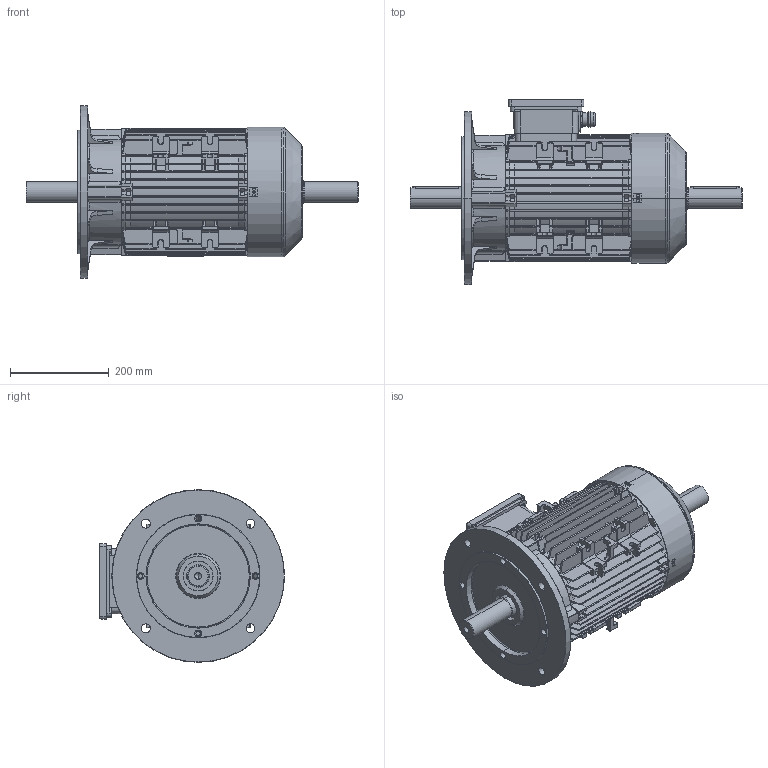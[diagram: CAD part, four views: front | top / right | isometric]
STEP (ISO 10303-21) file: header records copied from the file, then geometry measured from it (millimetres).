
FILE_DESCRIPTION (( 'STEP AP214' ), '1' );
FILE_NAME ('FCA 160MT-B5-IC411-2-4-6-8 POLES-DOUBLE SHAFT.STEP', '2024-10-10T12:32:07', ( '' ), ( '' ), 'SwSTEP 2.0', 'SolidWorks 2024', '' );
FILE_SCHEMA (( 'AUTOMOTIVE_DESIGN' ));
Length unit declared in the file: millimetre
Products named in the file (17): Carcassa 132SM-160T-B3-B5; Guarnizione scatola-coperchio 132; Flangia FC160T; Radial Ball Bearing_68_SKF_SKF - 6308 - 10,DE,NC,10_68; Guarnizione scatola-motore 132; parallel_din_Parallel key A12 x 8 x 100 DIN 6885; Gruppo Coprimorsettiera 132; Coperchio scatola morsetti 132; PRESSACAVO M25; Scatola morsetti 132; Copriventola 132M H.113; Radial Ball Bearing_68_SKF_SKF - 6309 - 10,DE,NC,10_68; Targhetta motore_LAMIERA ALLUMINIO; Tappo M25; FCA 160MT-B5-IC411-2-4-6-8 POLES-DOUBLE SHAFT; Scudo C160MT posteriore; Albero C-FC 160MT - Serie - Autov.
Assembly tree (18 placements, depth 3):
  FCA 160MT-B5-IC411-2-4-6-8 POLES-DOUBLE SHAFT
    Albero C-FC 160MT - Serie - Autov.  x2
    Radial Ball Bearing_68_SKF_SKF - 6309 - 10,DE,NC,10_68
    Radial Ball Bearing_68_SKF_SKF - 6308 - 10,DE,NC,10_68
    Flangia FC160T
    Scudo C160MT posteriore
    parallel_din_Parallel key A12 x 8 x 100 DIN 6885  x2
    Copriventola 132M H.113
    Carcassa 132SM-160T-B3-B5
    Targhetta motore_LAMIERA ALLUMINIO
    Gruppo Coprimorsettiera 132
      Scatola morsetti 132
      Coperchio scatola morsetti 132
      Guarnizione scatola-motore 132
      PRESSACAVO M25
      Tappo M25
      Guarnizione scatola-coperchio 132
Bounding box: 673 x 375 x 350 mm (x, y, z)
Volume: 6210057.5 mm3; surface area: 2038646.7 mm2
Topology: 17 solids, 19 shells, 5033 faces, 13826 edges, 8762 vertices
Faces by surface type: plane 2086, cylinder 1347, torus 550, cone 461, bspline 407, sphere 182
Entity records: 181652 total; most frequent: CARTESIAN_POINT 59280, ORIENTED_EDGE 27122, DIRECTION 23588, EDGE_CURVE 13561, VERTEX_POINT 8646, AXIS2_PLACEMENT_3D 8382, LINE 6824, VECTOR 6824
